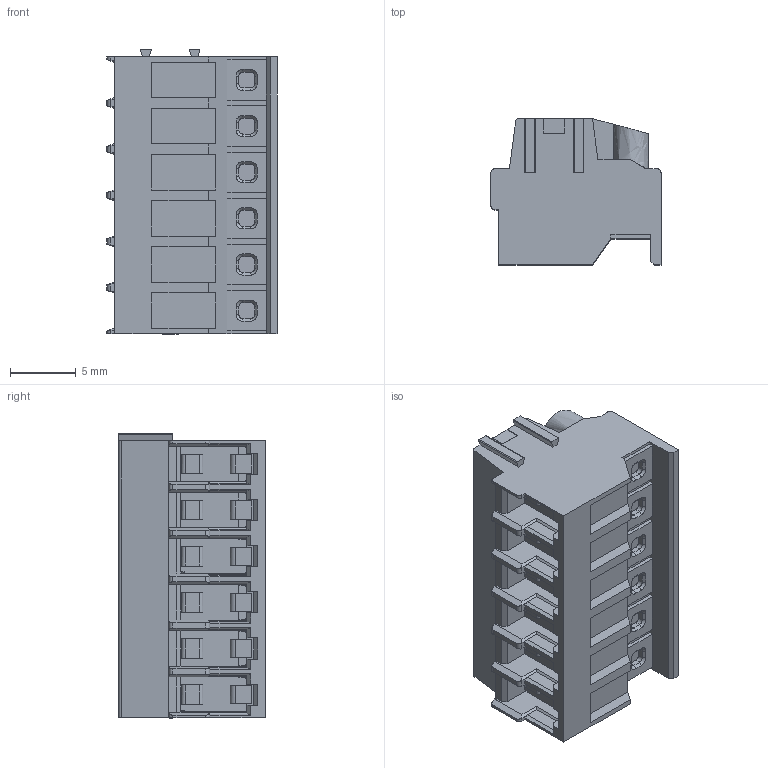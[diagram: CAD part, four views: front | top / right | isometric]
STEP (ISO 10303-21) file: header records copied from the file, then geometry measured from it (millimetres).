
FILE_DESCRIPTION( ('This file contains a STEP AP42 implementation' ,'as created by ZW3D STEP Interface translator.') ,'2;1' );
FILE_NAME( 'WJ335K-3.5-6P.stp' ,'221110.101431', (''), ('ZWCAD Software Co.'), 'Version 1.0', 'ZW3D to STEP translator', '' );
FILE_SCHEMA(('AUTOMOTIVE_DESIGN'));
Length unit declared in the file: millimetre
Products named in the file (2): 0; 335.asm
Bounding box: 12.9 x 11.1 x 21.6 mm (x, y, z)
Volume: 2026.9 mm3; surface area: 2306.7 mm2
Topology: 1 solids, 1 shells, 926 faces, 2572 edges, 1658 vertices
Faces by surface type: bspline 926
Entity records: 30643 total; most frequent: CARTESIAN_POINT 14777, ORIENTED_EDGE 5148, EDGE_CURVE 2570, B_SPLINE_CURVE_WITH_KNOTS 1988, VERTEX_POINT 1658, EDGE_LOOP 978, FACE_OUTER_BOUND 926, ADVANCED_FACE 926
